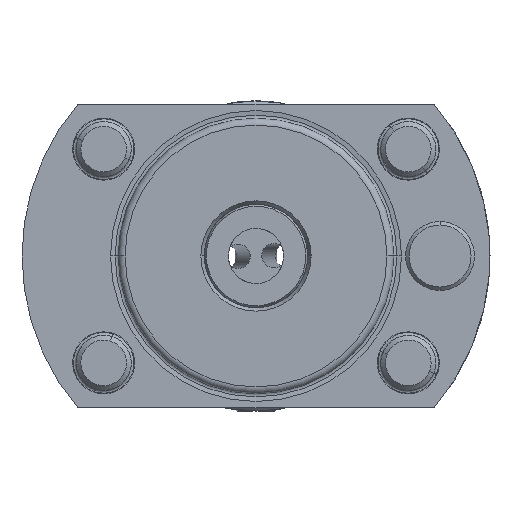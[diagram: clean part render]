
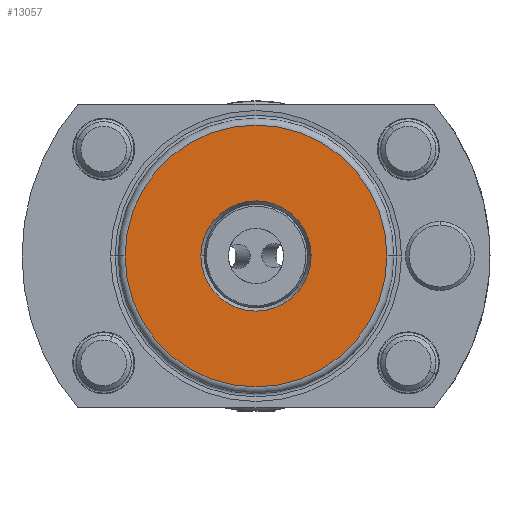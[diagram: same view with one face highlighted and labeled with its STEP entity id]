
A CAD part, left-side view. The second image highlights one B-rep face of the part: STEP entity #13057.
In plain terms, the highlighted planar face has unit normal (-1, 0, 0).
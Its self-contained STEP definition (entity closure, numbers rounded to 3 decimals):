
#1156 = EDGE_CURVE ( 'NONE', #3960, #3970, #4178, .T. ) ;
#1158 = EDGE_CURVE ( 'NONE', #3952, #3985, #4173, .T. ) ;
#1400 = EDGE_CURVE ( 'NONE', #3985, #3952, #5064, .T. ) ;
#1401 = EDGE_CURVE ( 'NONE', #3970, #3960, #5065, .T. ) ;
#2851 = EDGE_LOOP ( 'NONE', ( #13844, #13845 ) ) ;
#2857 = EDGE_LOOP ( 'NONE', ( #13846, #13847 ) ) ;
#3530 = AXIS2_PLACEMENT_3D ( 'NONE', #15320, #15319, #15318 ) ;
#3531 = AXIS2_PLACEMENT_3D ( 'NONE', #15315, #15316, #15313 ) ;
#3952 = VERTEX_POINT ( 'NONE', #7794 ) ;
#3960 = VERTEX_POINT ( 'NONE', #7802 ) ;
#3970 = VERTEX_POINT ( 'NONE', #7812 ) ;
#3985 = VERTEX_POINT ( 'NONE', #7827 ) ;
#4173 = CIRCLE ( 'NONE', #3531, 19. ) ;
#4178 = CIRCLE ( 'NONE', #3530, 8. ) ;
#5064 = CIRCLE ( 'NONE', #5207, 19. ) ;
#5065 = CIRCLE ( 'NONE', #5208, 8. ) ;
#5207 = AXIS2_PLACEMENT_3D ( 'NONE', #14167, #14168, #14169 ) ;
#5208 = AXIS2_PLACEMENT_3D ( 'NONE', #14170, #14171, #14172 ) ;
#7794 = CARTESIAN_POINT ( 'NONE',  ( -42., 19., 0. ) ) ;
#7802 = CARTESIAN_POINT ( 'NONE',  ( -42., -8., 0. ) ) ;
#7812 = CARTESIAN_POINT ( 'NONE',  ( -42., 8., 0. ) ) ;
#7827 = CARTESIAN_POINT ( 'NONE',  ( -42., -19., 0. ) ) ;
#8226 = AXIS2_PLACEMENT_3D ( 'NONE', #9273, #9278, #9279 ) ;
#8610 = FACE_BOUND ( 'NONE', #2851, .T. ) ;
#8612 = FACE_OUTER_BOUND ( 'NONE', #2857, .T. ) ;
#9273 = CARTESIAN_POINT ( 'NONE',  ( -42., 19., 0. ) ) ;
#9276 = PLANE ( 'NONE',  #8226 ) ;
#9278 = DIRECTION ( 'NONE',  ( -1., 0., 0. ) ) ;
#9279 = DIRECTION ( 'NONE',  ( 0., -1., 0. ) ) ;
#13057 = ADVANCED_FACE ( 'NONE', ( #8610, #8612 ), #9276, .T. ) ;
#13844 = ORIENTED_EDGE ( 'NONE', *, *, #1156, .T. ) ;
#13845 = ORIENTED_EDGE ( 'NONE', *, *, #1401, .T. ) ;
#13846 = ORIENTED_EDGE ( 'NONE', *, *, #1158, .F. ) ;
#13847 = ORIENTED_EDGE ( 'NONE', *, *, #1400, .F. ) ;
#14167 = CARTESIAN_POINT ( 'NONE',  ( -42., 0., 0. ) ) ;
#14168 = DIRECTION ( 'NONE',  ( 1., 0., 0. ) ) ;
#14169 = DIRECTION ( 'NONE',  ( 0., 1., 0. ) ) ;
#14170 = CARTESIAN_POINT ( 'NONE',  ( -42., 0., 0. ) ) ;
#14171 = DIRECTION ( 'NONE',  ( 1., 0., 0. ) ) ;
#14172 = DIRECTION ( 'NONE',  ( 0., 1., 0. ) ) ;
#15313 = DIRECTION ( 'NONE',  ( 0., 1., 0. ) ) ;
#15315 = CARTESIAN_POINT ( 'NONE',  ( -42., 0., 0. ) ) ;
#15316 = DIRECTION ( 'NONE',  ( 1., 0., 0. ) ) ;
#15318 = DIRECTION ( 'NONE',  ( 0., 1., 0. ) ) ;
#15319 = DIRECTION ( 'NONE',  ( 1., 0., 0. ) ) ;
#15320 = CARTESIAN_POINT ( 'NONE',  ( -42., 0., 0. ) ) ;
